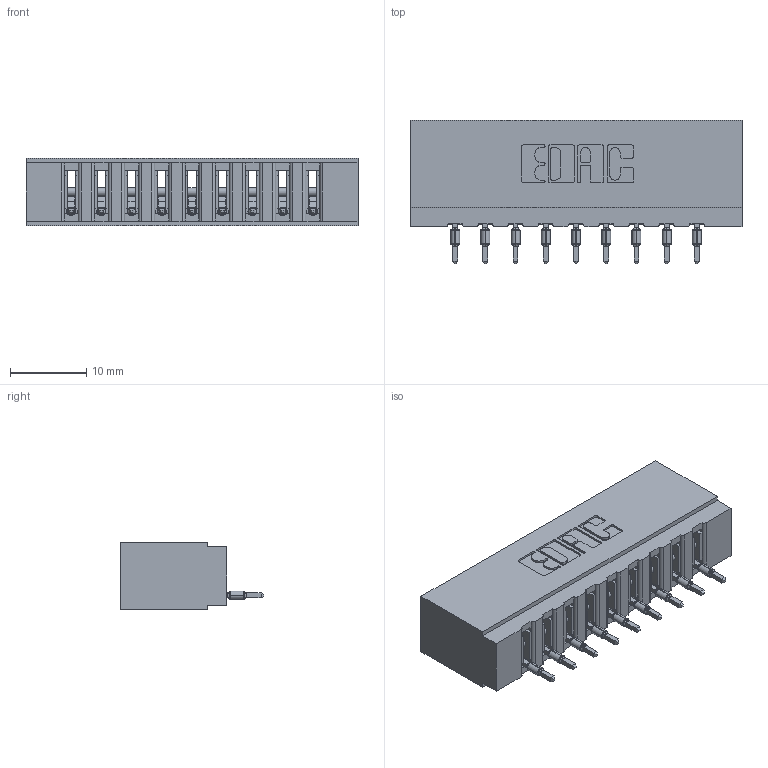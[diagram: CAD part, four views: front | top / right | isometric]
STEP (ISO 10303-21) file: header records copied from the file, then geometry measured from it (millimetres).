
FILE_DESCRIPTION (( 'STEP AP203' ), '1' );
FILE_NAME ('717-009-525-101.STEP', '2026-02-20T20:02:17', ( '' ), ( '' ), 'SwSTEP 2.0', 'SolidWorks 2023', '' );
FILE_SCHEMA (( 'CONFIG_CONTROL_DESIGN' ));
Length unit declared in the file: millimetre
Products named in the file (3): 717-009-525-101; 717 Part_Insulator Option - 06; 745-292-001_525
Assembly tree (10 placements, depth 2):
  717-009-525-101
    717 Part_Insulator Option - 06
    745-292-001_525  x9
Bounding box: 43.54 x 18.78 x 8.89 mm (x, y, z)
Volume: 3818.1 mm3; surface area: 4977.4 mm2
Topology: 10 solids, 10 shells, 1111 faces, 3050 edges, 1930 vertices
Faces by surface type: plane 666, cylinder 211, bspline 180, torus 54
Entity records: 19597 total; most frequent: CARTESIAN_POINT 3954, ORIENTED_EDGE 3332, DIRECTION 2922, EDGE_CURVE 1666, LINE 1430, VECTOR 1430, VERTEX_POINT 1066, AXIS2_PLACEMENT_3D 746
